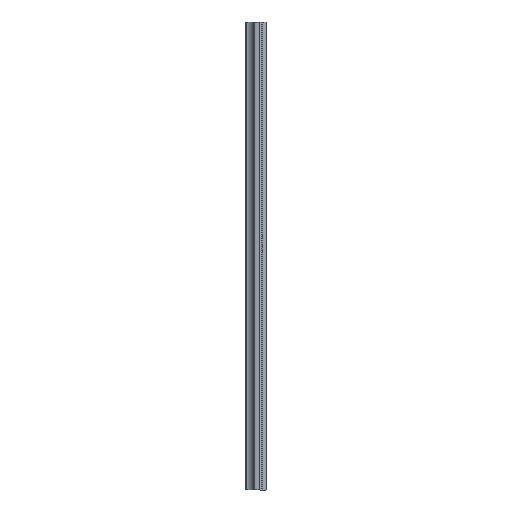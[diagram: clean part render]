
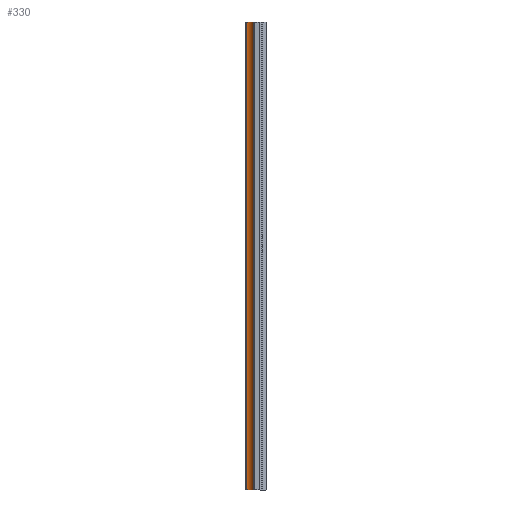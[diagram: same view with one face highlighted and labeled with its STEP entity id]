
A CAD part, left-side view. The second image highlights one B-rep face of the part: STEP entity #330.
In plain terms, the highlighted cylindrical face has radius 9.834 mm (diameter 19.667 mm), a partial arc.
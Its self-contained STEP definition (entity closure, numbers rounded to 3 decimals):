
#14 = EDGE_CURVE ( 'NONE', #622, #124, #342, .T. ) ;
#20 = VERTEX_POINT ( 'NONE', #193 ) ;
#32 = LINE ( 'NONE', #318, #517 ) ;
#47 = AXIS2_PLACEMENT_3D ( 'NONE', #434, #702, #653 ) ;
#49 = CARTESIAN_POINT ( 'NONE',  ( 3.054, 20.346, 0. ) ) ;
#76 = EDGE_CURVE ( 'NONE', #20, #413, #32, .T. ) ;
#94 = EDGE_CURVE ( 'NONE', #124, #20, #107, .T. ) ;
#104 = DIRECTION ( 'NONE',  ( -1., 0., 0. ) ) ;
#107 = CIRCLE ( 'NONE', #47, 9.833 ) ;
#124 = VERTEX_POINT ( 'NONE', #594 ) ;
#186 = CARTESIAN_POINT ( 'NONE',  ( 12.805, 19.077, 0. ) ) ;
#193 = CARTESIAN_POINT ( 'NONE',  ( 6.564, 11.16, 500. ) ) ;
#227 = DIRECTION ( 'NONE',  ( 0., 0., -1. ) ) ;
#272 = ORIENTED_EDGE ( 'NONE', *, *, #14, .F. ) ;
#276 = AXIS2_PLACEMENT_3D ( 'NONE', #49, #403, #465 ) ;
#281 = ORIENTED_EDGE ( 'NONE', *, *, #94, .F. ) ;
#287 = ORIENTED_EDGE ( 'NONE', *, *, #488, .F. ) ;
#303 = CIRCLE ( 'NONE', #276, 9.833 ) ;
#318 = CARTESIAN_POINT ( 'NONE',  ( 6.564, 11.16, 500. ) ) ;
#330 = ADVANCED_FACE ( 'NONE', ( #547 ), #668, .F. ) ;
#342 = LINE ( 'NONE', #485, #386 ) ;
#382 = DIRECTION ( 'NONE',  ( 0., 0., -1. ) ) ;
#386 = VECTOR ( 'NONE', #589, 1000. ) ;
#403 = DIRECTION ( 'NONE',  ( 0., 0., 1. ) ) ;
#405 = CARTESIAN_POINT ( 'NONE',  ( 6.564, 11.16, 0. ) ) ;
#413 = VERTEX_POINT ( 'NONE', #405 ) ;
#434 = CARTESIAN_POINT ( 'NONE',  ( 3.054, 20.346, 500. ) ) ;
#459 = EDGE_LOOP ( 'NONE', ( #746, #281, #272, #287 ) ) ;
#465 = DIRECTION ( 'NONE',  ( -1., 0., 0. ) ) ;
#485 = CARTESIAN_POINT ( 'NONE',  ( 12.805, 19.077, 500. ) ) ;
#488 = EDGE_CURVE ( 'NONE', #413, #622, #303, .T. ) ;
#505 = CARTESIAN_POINT ( 'NONE',  ( 3.054, 20.346, 500. ) ) ;
#517 = VECTOR ( 'NONE', #382, 1000. ) ;
#547 = FACE_OUTER_BOUND ( 'NONE', #459, .T. ) ;
#589 = DIRECTION ( 'NONE',  ( 0., 0., 1. ) ) ;
#594 = CARTESIAN_POINT ( 'NONE',  ( 12.805, 19.077, 500. ) ) ;
#622 = VERTEX_POINT ( 'NONE', #186 ) ;
#653 = DIRECTION ( 'NONE',  ( -1., 0., 0. ) ) ;
#668 = CYLINDRICAL_SURFACE ( 'NONE', #671, 9.833 ) ;
#671 = AXIS2_PLACEMENT_3D ( 'NONE', #505, #227, #104 ) ;
#702 = DIRECTION ( 'NONE',  ( 0., 0., -1. ) ) ;
#746 = ORIENTED_EDGE ( 'NONE', *, *, #76, .F. ) ;
